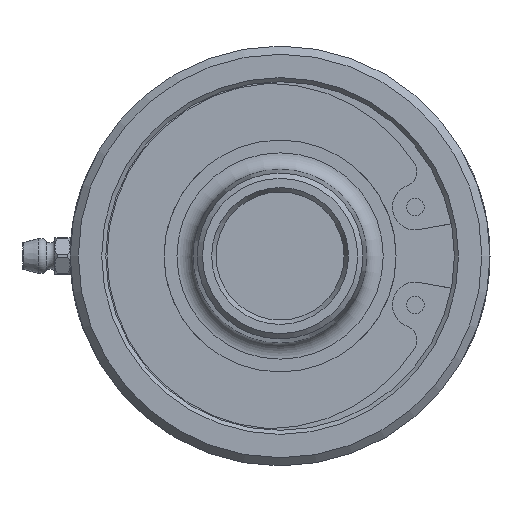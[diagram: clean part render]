
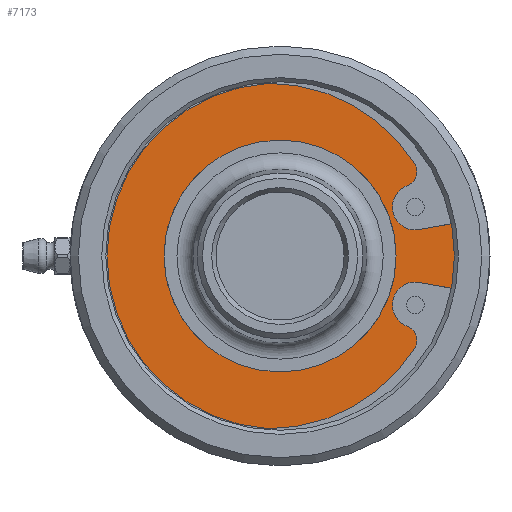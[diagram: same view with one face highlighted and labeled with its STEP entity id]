
A CAD part, left-side view. The second image highlights one B-rep face of the part: STEP entity #7173.
In plain terms, the highlighted planar face has unit normal (-1, 0, 0).
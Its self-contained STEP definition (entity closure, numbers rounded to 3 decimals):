
#171=FACE_BOUND('',#2425,.T.);
#670=LINE('',#57013,#1040);
#672=LINE('',#57017,#1042);
#1040=VECTOR('',#8726,5.522);
#1042=VECTOR('',#8730,5.522);
#1337=CIRCLE('',#7523,34.81);
#1338=CIRCLE('',#7525,34.81);
#1339=CIRCLE('',#7527,4.474);
#1345=CIRCLE('',#7538,33.733);
#1347=CIRCLE('',#7541,2.949);
#1349=CIRCLE('',#7544,4.474);
#1351=CIRCLE('',#7547,2.949);
#1353=CIRCLE('',#7550,33.733);
#1355=CIRCLE('',#7553,33.806);
#1459=CIRCLE('',#7724,22.65);
#1460=CIRCLE('',#7725,22.65);
#1473=CIRCLE('',#7750,36.9);
#1590=PLANE('',#7749);
#1984=FACE_OUTER_BOUND('',#2424,.T.);
#2424=EDGE_LOOP('',(#6663,#6664,#6665,#6666,#6667,#6668,#6669,#6670,#6671,
#6672,#6673,#6674));
#2425=EDGE_LOOP('',(#6675,#6676));
#3296=VERTEX_POINT('',#56958);
#3297=VERTEX_POINT('',#56977);
#3298=VERTEX_POINT('',#56981);
#3299=VERTEX_POINT('',#57000);
#3300=VERTEX_POINT('',#57004);
#3301=VERTEX_POINT('',#57005);
#3304=VERTEX_POINT('',#57016);
#3310=VERTEX_POINT('',#57034);
#3311=VERTEX_POINT('',#57035);
#3314=VERTEX_POINT('',#57046);
#3316=VERTEX_POINT('',#57052);
#3318=VERTEX_POINT('',#57058);
#3446=VERTEX_POINT('',#57562);
#3447=VERTEX_POINT('',#57563);
#4292=EDGE_CURVE('',#3296,#3297,#1337,.T.);
#4294=EDGE_CURVE('',#3299,#3298,#1338,.T.);
#4296=EDGE_CURVE('',#3300,#3301,#1339,.T.);
#4300=EDGE_CURVE('',#3297,#3300,#670,.T.);
#4302=EDGE_CURVE('',#3304,#3299,#672,.T.);
#4311=EDGE_CURVE('',#3310,#3311,#1345,.T.);
#4315=EDGE_CURVE('',#3301,#3310,#1347,.T.);
#4317=EDGE_CURVE('',#3314,#3304,#1349,.T.);
#4320=EDGE_CURVE('',#3316,#3314,#1351,.T.);
#4323=EDGE_CURVE('',#3318,#3316,#1353,.T.);
#4326=EDGE_CURVE('',#3311,#3318,#1355,.T.);
#4516=EDGE_CURVE('',#3446,#3447,#1459,.T.);
#4517=EDGE_CURVE('',#3447,#3446,#1460,.T.);
#4538=EDGE_CURVE('',#3296,#3298,#1473,.T.);
#6663=ORIENTED_EDGE('',*,*,#4294,.T.);
#6664=ORIENTED_EDGE('',*,*,#4538,.F.);
#6665=ORIENTED_EDGE('',*,*,#4292,.T.);
#6666=ORIENTED_EDGE('',*,*,#4300,.T.);
#6667=ORIENTED_EDGE('',*,*,#4296,.T.);
#6668=ORIENTED_EDGE('',*,*,#4315,.T.);
#6669=ORIENTED_EDGE('',*,*,#4311,.T.);
#6670=ORIENTED_EDGE('',*,*,#4326,.T.);
#6671=ORIENTED_EDGE('',*,*,#4323,.T.);
#6672=ORIENTED_EDGE('',*,*,#4320,.T.);
#6673=ORIENTED_EDGE('',*,*,#4317,.T.);
#6674=ORIENTED_EDGE('',*,*,#4302,.T.);
#6675=ORIENTED_EDGE('',*,*,#4516,.T.);
#6676=ORIENTED_EDGE('',*,*,#4517,.T.);
#7173=ADVANCED_FACE('',(#1984,#171),#1590,.T.);
#7523=AXIS2_PLACEMENT_3D('',#56979,#8709,#8710);
#7525=AXIS2_PLACEMENT_3D('',#57001,#8713,#8714);
#7527=AXIS2_PLACEMENT_3D('',#57006,#8718,#8719);
#7538=AXIS2_PLACEMENT_3D('',#57036,#8749,#8750);
#7541=AXIS2_PLACEMENT_3D('',#57043,#8757,#8758);
#7544=AXIS2_PLACEMENT_3D('',#57047,#8763,#8764);
#7547=AXIS2_PLACEMENT_3D('',#57053,#8770,#8771);
#7550=AXIS2_PLACEMENT_3D('',#57059,#8777,#8778);
#7553=AXIS2_PLACEMENT_3D('',#57064,#8784,#8785);
#7724=AXIS2_PLACEMENT_3D('',#57564,#9168,#9169);
#7725=AXIS2_PLACEMENT_3D('',#57565,#9170,#9171);
#7749=AXIS2_PLACEMENT_3D('',#57609,#9226,#9227);
#7750=AXIS2_PLACEMENT_3D('',#57610,#9228,#9229);
#8709=DIRECTION('center_axis',(1.,0.,0.));
#8710=DIRECTION('ref_axis',(0.,1.,0.));
#8713=DIRECTION('center_axis',(1.,0.,0.));
#8714=DIRECTION('ref_axis',(0.,1.,0.));
#8718=DIRECTION('center_axis',(1.,0.,0.));
#8719=DIRECTION('ref_axis',(0.,0.355,0.935));
#8726=DIRECTION('',(0.,0.985,-0.174));
#8730=DIRECTION('',(0.,-0.985,-0.174));
#8749=DIRECTION('center_axis',(-1.,0.,0.));
#8750=DIRECTION('ref_axis',(0.,0.849,-0.528));
#8757=DIRECTION('center_axis',(-1.,0.,0.));
#8758=DIRECTION('ref_axis',(0.,0.355,0.935));
#8763=DIRECTION('center_axis',(1.,0.,0.));
#8764=DIRECTION('ref_axis',(0.,-0.046,0.999));
#8770=DIRECTION('center_axis',(-1.,0.,0.));
#8771=DIRECTION('ref_axis',(0.,0.893,0.451));
#8777=DIRECTION('center_axis',(-1.,0.,0.));
#8778=DIRECTION('ref_axis',(0.,0.,1.));
#8784=DIRECTION('center_axis',(-1.,0.,0.));
#8785=DIRECTION('ref_axis',(0.,-0.066,-0.998));
#9168=DIRECTION('center_axis',(1.,0.,0.));
#9169=DIRECTION('ref_axis',(0.,0.,1.));
#9170=DIRECTION('center_axis',(1.,0.,0.));
#9171=DIRECTION('ref_axis',(0.,0.,1.));
#9226=DIRECTION('center_axis',(-1.,0.,0.));
#9227=DIRECTION('ref_axis',(0.,0.,1.));
#9228=DIRECTION('center_axis',(1.,0.,0.));
#9229=DIRECTION('ref_axis',(0.,1.,0.));
#56958=CARTESIAN_POINT('',(5.86,34.796,12.283));
#56977=CARTESIAN_POINT('',(5.86,-32.057,6.045));
#56979=CARTESIAN_POINT('Origin',(5.86,2.225,0.));
#56981=CARTESIAN_POINT('',(5.86,34.796,-12.283));
#57000=CARTESIAN_POINT('',(5.86,-32.057,-6.045));
#57001=CARTESIAN_POINT('Origin',(5.86,2.225,0.));
#57004=CARTESIAN_POINT('',(5.86,-26.618,5.086));
#57005=CARTESIAN_POINT('',(5.86,-24.828,13.738));
#57006=CARTESIAN_POINT('Origin',(5.86,-26.414,9.555));
#57013=CARTESIAN_POINT('',(5.86,-32.057,6.045));
#57016=CARTESIAN_POINT('',(5.86,-26.618,-5.086));
#57017=CARTESIAN_POINT('',(5.86,-26.618,-5.086));
#57034=CARTESIAN_POINT('',(5.86,-26.414,17.825));
#57035=CARTESIAN_POINT('',(5.86,2.225,33.733));
#57036=CARTESIAN_POINT('Origin',(5.86,2.225,0.));
#57043=CARTESIAN_POINT('Origin',(5.86,-23.782,16.495));
#57046=CARTESIAN_POINT('',(5.86,-24.828,-13.738));
#57047=CARTESIAN_POINT('Origin',(5.86,-26.414,-9.555));
#57052=CARTESIAN_POINT('',(5.86,-26.414,-17.825));
#57053=CARTESIAN_POINT('Origin',(5.86,-23.782,-16.495));
#57058=CARTESIAN_POINT('',(5.86,2.225,-33.733));
#57059=CARTESIAN_POINT('Origin',(5.86,2.225,0.));
#57064=CARTESIAN_POINT('Origin',(5.86,0.,0.));
#57562=CARTESIAN_POINT('',(5.86,0.,22.65));
#57563=CARTESIAN_POINT('',(5.86,0.,-22.65));
#57564=CARTESIAN_POINT('Origin',(5.86,0.,0.));
#57565=CARTESIAN_POINT('Origin',(5.86,0.,0.));
#57609=CARTESIAN_POINT('Origin',(5.86,28.45,0.));
#57610=CARTESIAN_POINT('Origin',(5.86,0.,0.));
